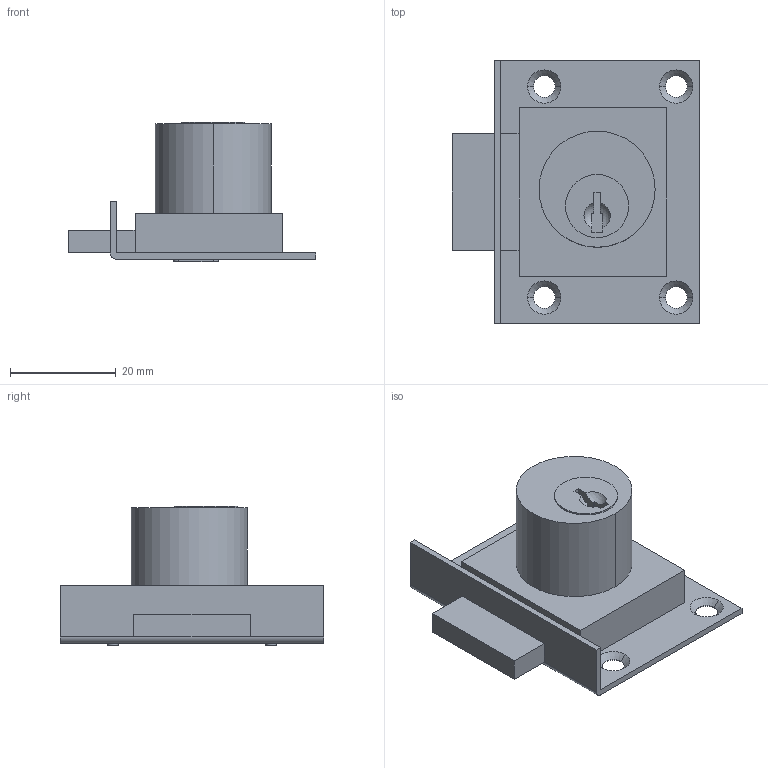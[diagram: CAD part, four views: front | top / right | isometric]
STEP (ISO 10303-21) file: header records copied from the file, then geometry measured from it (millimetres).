
FILE_DESCRIPTION (( 'STEP AP203' ), '1' );
FILE_NAME ('C-4-2-locker.STEP', '2021-05-14T02:24:50', ( '' ), ( '' ), 'SwSTEP 2.0', 'SolidWorks 2018', '' );
FILE_SCHEMA (( 'CONFIG_CONTROL_DESIGN' ));
Length unit declared in the file: millimetre
Products named in the file (4): C-4-2-ロッカー錠部__lock; C-4-2-ローター__hi; C-4-2-ロッカー本体_; C-4-2-locker
Assembly tree (3 placements, depth 2):
  C-4-2-locker
    C-4-2-ロッカー本体_
    C-4-2-ロッカー錠部__lock
    C-4-2-ローター__hi
Bounding box: 47 x 50 x 26.5 mm (x, y, z)
Volume: 16921.2 mm3; surface area: 11225.1 mm2
Topology: 3 solids, 3 shells, 70 faces, 176 edges, 114 vertices
Faces by surface type: plane 39, cylinder 21, cone 8, sphere 2
Entity records: 2536 total; most frequent: DIRECTION 386, CARTESIAN_POINT 366, ORIENTED_EDGE 352, EDGE_CURVE 176, AXIS2_PLACEMENT_3D 134, VECTOR 118, LINE 118, VERTEX_POINT 114
